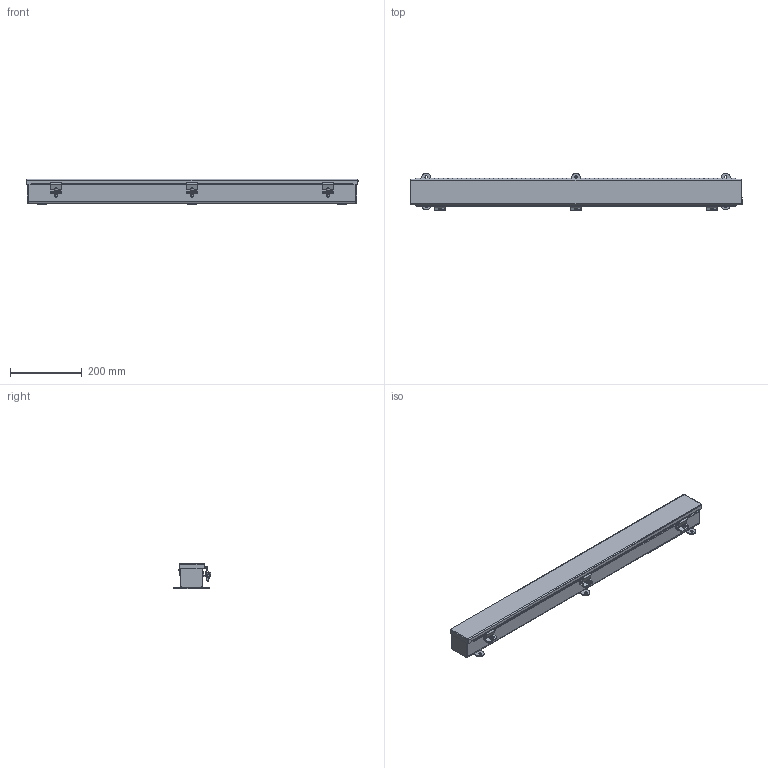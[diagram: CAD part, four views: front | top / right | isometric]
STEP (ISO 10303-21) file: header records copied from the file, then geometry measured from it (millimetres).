
FILE_DESCRIPTION (( 'STEP AP214' ), '1' );
FILE_NAME ('T2236CH.STEP', '2021-11-10T19:17:14', ( '' ), ( '' ), 'SwSTEP 2.0', 'SolidWorks 2021', '' );
FILE_SCHEMA (( 'AUTOMOTIVE_DESIGN' ));
Length unit declared in the file: inch
Products named in the file (1): T2236CH
Bounding box: 922.34 x 104.01 x 70.68 mm (x, y, z)
Volume: 616733.3 mm3; surface area: 698160.7 mm2
Topology: 19 solids, 19 shells, 825 faces, 2308 edges, 1527 vertices
Faces by surface type: plane 414, cylinder 388, bspline 17, cone 6
Entity records: 38612 total; most frequent: CARTESIAN_POINT 5451, DIRECTION 4664, ORIENTED_EDGE 4616, EDGE_CURVE 2308, AXIS2_PLACEMENT_3D 1596, VERTEX_POINT 1527, LINE 1472, VECTOR 1472
